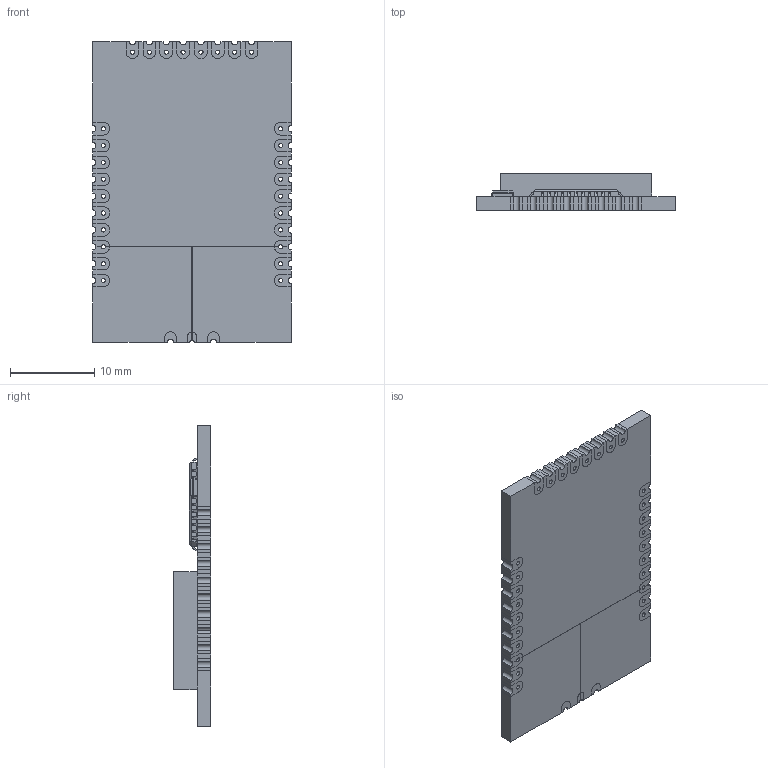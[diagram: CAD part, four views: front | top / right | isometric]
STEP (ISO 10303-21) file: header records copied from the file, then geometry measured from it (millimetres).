
FILE_DESCRIPTION(/* description */ (''),/* implementation_level */ '2;1');
FILE_NAME(/* name */ 'Multitech mDot v11.step',/* time_stamp */ '2018-10-13T20:48:29+02:00',/* author */ ('specialized864'),/* organization */ (''),/* preprocessor_version */ 'ST-DEVELOPER v17.2',/* originating_system */ 'Autodesk Translation Framework v7.6.0.251',/* authorisation */ '');
FILE_SCHEMA (('AUTOMOTIVE_DESIGN { 1 0 10303 214 3 1 1 }'));
Length unit declared in the file: millimetre
Products named in the file (5): Multitech mDot; Component1; Component2; tqfp-44; 4-SMD
Assembly tree (4 placements, depth 2):
  Multitech mDot
    Component1
    Component2
    tqfp-44
    4-SMD
Bounding box: 23.52 x 4.39 x 35.67 mm (x, y, z)
Volume: 2308.5 mm3; surface area: 3812.6 mm2
Topology: 41 solids, 41 shells, 1048 faces, 2749 edges, 1830 vertices
Faces by surface type: plane 799, cylinder 247, torus 2
Full cylindrical faces by diameter (mm): 0.5 x27
Entity records: 32862 total; most frequent: CARTESIAN_POINT 5660, ORIENTED_EDGE 5498, DIRECTION 5355, EDGE_CURVE 2749, LINE 2249, VECTOR 2249, VERTEX_POINT 1830, AXIS2_PLACEMENT_3D 1553
